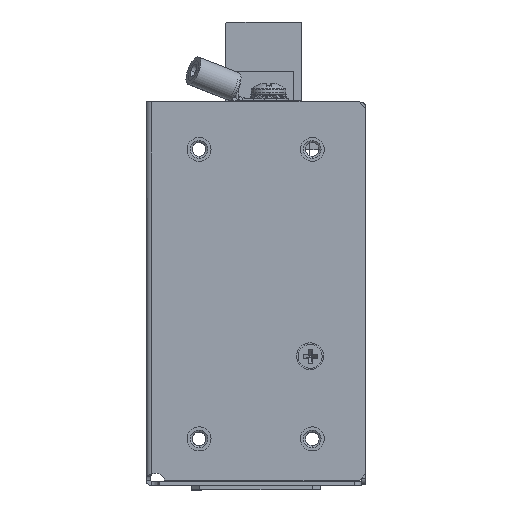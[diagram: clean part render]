
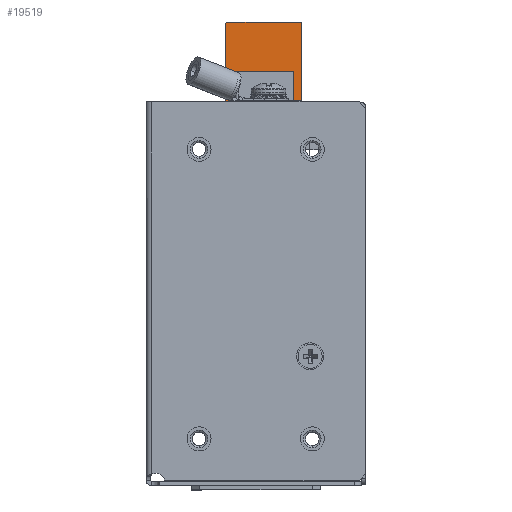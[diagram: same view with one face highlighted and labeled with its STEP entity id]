
A CAD part, left-side view. The second image highlights one B-rep face of the part: STEP entity #19519.
In plain terms, the highlighted planar face has unit normal (-1, 0, 0).
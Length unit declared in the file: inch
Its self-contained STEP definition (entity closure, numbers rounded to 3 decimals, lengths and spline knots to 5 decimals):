
#1657 = DIRECTION ( 'NONE',  ( 0., 1., 0. ) ) ;
#1664 = PLANE ( 'NONE',  #15679 ) ;
#1683 = CARTESIAN_POINT ( 'NONE',  ( -1.1988, 0.51685, 2.59198 ) ) ;
#1711 = DIRECTION ( 'NONE',  ( 1., 0., 0. ) ) ;
#1712 = FACE_OUTER_BOUND ( 'NONE', #24295, .T. ) ;
#10248 = EDGE_CURVE ( 'NONE', #30082, #30045, #21412, .T. ) ;
#10252 = EDGE_CURVE ( 'NONE', #30045, #30061, #21455, .T. ) ;
#10261 = EDGE_CURVE ( 'NONE', #30130, #30156, #21464, .T. ) ;
#10262 = EDGE_CURVE ( 'NONE', #30082, #30130, #21451, .T. ) ;
#10295 = EDGE_CURVE ( 'NONE', #30156, #30154, #20689, .T. ) ;
#10296 = EDGE_CURVE ( 'NONE', #30061, #30046, #14197, .T. ) ;
#10298 = EDGE_CURVE ( 'NONE', #30046, #30031, #20732, .T. ) ;
#10316 = EDGE_CURVE ( 'NONE', #30155, #30154, #20794, .T. ) ;
#10361 = EDGE_CURVE ( 'NONE', #30094, #30155, #20913, .T. ) ;
#10464 = EDGE_CURVE ( 'NONE', #30031, #30094, #14356, .T. ) ;
#14150 = VECTOR ( 'NONE', #21450, 39.37008 ) ;
#14163 = VECTOR ( 'NONE', #21415, 39.37008 ) ;
#14176 = VECTOR ( 'NONE', #21483, 39.37008 ) ;
#14181 = VECTOR ( 'NONE', #21454, 39.37008 ) ;
#14197 = CIRCLE ( 'NONE', #14229, 0.01575 ) ;
#14205 = VECTOR ( 'NONE', #20753, 39.37008 ) ;
#14229 = AXIS2_PLACEMENT_3D ( 'NONE', #20749, #20755, #20727 ) ;
#14252 = VECTOR ( 'NONE', #20741, 39.37008 ) ;
#14271 = VECTOR ( 'NONE', #20780, 39.37008 ) ;
#14281 = VECTOR ( 'NONE', #20909, 39.37008 ) ;
#14353 = AXIS2_PLACEMENT_3D ( 'NONE', #21023, #20992, #20987 ) ;
#14356 = CIRCLE ( 'NONE', #14353, 0.01575 ) ;
#15679 = AXIS2_PLACEMENT_3D ( 'NONE', #1683, #1711, #1657 ) ;
#19519 = ADVANCED_FACE ( 'NONE', ( #1712 ), #1664, .F. ) ;
#20689 = LINE ( 'NONE', #20742, #14205 ) ;
#20727 = DIRECTION ( 'NONE',  ( 0., 1., 0. ) ) ;
#20732 = LINE ( 'NONE', #20743, #14252 ) ;
#20741 = DIRECTION ( 'NONE',  ( 0., 1., 0. ) ) ;
#20742 = CARTESIAN_POINT ( 'NONE',  ( -1.1988, 1.02767, 1.87545 ) ) ;
#20743 = CARTESIAN_POINT ( 'NONE',  ( -1.1988, 1.0759, 2.60773 ) ) ;
#20749 = CARTESIAN_POINT ( 'NONE',  ( -1.1988, 0.51685, 2.59198 ) ) ;
#20753 = DIRECTION ( 'NONE',  ( 0., 0., -1. ) ) ;
#20755 = DIRECTION ( 'NONE',  ( -1., 0., 0. ) ) ;
#20780 = DIRECTION ( 'NONE',  ( 0., -1., 0. ) ) ;
#20794 = LINE ( 'NONE', #20798, #14271 ) ;
#20798 = CARTESIAN_POINT ( 'NONE',  ( -1.1988, 1.09165, 1.87545 ) ) ;
#20909 = DIRECTION ( 'NONE',  ( 0., 0., -1. ) ) ;
#20913 = LINE ( 'NONE', #20930, #14281 ) ;
#20930 = CARTESIAN_POINT ( 'NONE',  ( -1.1988, 1.09165, 1.87545 ) ) ;
#20987 = DIRECTION ( 'NONE',  ( 0., -1., 0. ) ) ;
#20992 = DIRECTION ( 'NONE',  ( -1., 0., 0. ) ) ;
#21023 = CARTESIAN_POINT ( 'NONE',  ( -1.1988, 1.0759, 2.59198 ) ) ;
#21412 = LINE ( 'NONE', #21414, #14163 ) ;
#21414 = CARTESIAN_POINT ( 'NONE',  ( -1.1988, 0.59953, 1.87545 ) ) ;
#21415 = DIRECTION ( 'NONE',  ( 0., -1., 0. ) ) ;
#21439 = CARTESIAN_POINT ( 'NONE',  ( -1.1988, 0.5011, 1.87545 ) ) ;
#21450 = DIRECTION ( 'NONE',  ( 0., 1., 0. ) ) ;
#21451 = LINE ( 'NONE', #21453, #14181 ) ;
#21453 = CARTESIAN_POINT ( 'NONE',  ( -1.1988, 0.56508, 1.87545 ) ) ;
#21454 = DIRECTION ( 'NONE',  ( 0., 0., 1. ) ) ;
#21455 = LINE ( 'NONE', #21439, #14176 ) ;
#21461 = CARTESIAN_POINT ( 'NONE',  ( -1.1988, 1.02767, 2.22191 ) ) ;
#21464 = LINE ( 'NONE', #21461, #14150 ) ;
#21483 = DIRECTION ( 'NONE',  ( 0., 0., 1. ) ) ;
#24295 = EDGE_LOOP ( 'NONE', ( #27018, #26995, #26924, #26944, #26925, #26952, #26950, #26963, #26911, #27024 ) ) ;
#26168 = CARTESIAN_POINT ( 'NONE',  ( -1.1988, 0.51685, 2.60773 ) ) ;
#26177 = CARTESIAN_POINT ( 'NONE',  ( -1.1988, 0.5011, 2.59198 ) ) ;
#26197 = CARTESIAN_POINT ( 'NONE',  ( -1.1988, 0.5011, 1.87545 ) ) ;
#26206 = CARTESIAN_POINT ( 'NONE',  ( -1.1988, 1.0759, 2.60773 ) ) ;
#26238 = CARTESIAN_POINT ( 'NONE',  ( -1.1988, 0.56508, 2.22191 ) ) ;
#26245 = CARTESIAN_POINT ( 'NONE',  ( -1.1988, 0.56508, 1.87545 ) ) ;
#26254 = CARTESIAN_POINT ( 'NONE',  ( -1.1988, 1.09165, 2.59198 ) ) ;
#26280 = CARTESIAN_POINT ( 'NONE',  ( -1.1988, 1.02767, 1.87545 ) ) ;
#26296 = CARTESIAN_POINT ( 'NONE',  ( -1.1988, 1.02767, 2.22191 ) ) ;
#26315 = CARTESIAN_POINT ( 'NONE',  ( -1.1988, 1.09165, 1.87545 ) ) ;
#26911 = ORIENTED_EDGE ( 'NONE', *, *, #10361, .T. ) ;
#26924 = ORIENTED_EDGE ( 'NONE', *, *, #10262, .F. ) ;
#26925 = ORIENTED_EDGE ( 'NONE', *, *, #10252, .T. ) ;
#26944 = ORIENTED_EDGE ( 'NONE', *, *, #10248, .T. ) ;
#26950 = ORIENTED_EDGE ( 'NONE', *, *, #10298, .T. ) ;
#26952 = ORIENTED_EDGE ( 'NONE', *, *, #10296, .T. ) ;
#26963 = ORIENTED_EDGE ( 'NONE', *, *, #10464, .T. ) ;
#26995 = ORIENTED_EDGE ( 'NONE', *, *, #10261, .F. ) ;
#27018 = ORIENTED_EDGE ( 'NONE', *, *, #10295, .F. ) ;
#27024 = ORIENTED_EDGE ( 'NONE', *, *, #10316, .T. ) ;
#30031 = VERTEX_POINT ( 'NONE', #26206 ) ;
#30045 = VERTEX_POINT ( 'NONE', #26197 ) ;
#30046 = VERTEX_POINT ( 'NONE', #26168 ) ;
#30061 = VERTEX_POINT ( 'NONE', #26177 ) ;
#30082 = VERTEX_POINT ( 'NONE', #26245 ) ;
#30094 = VERTEX_POINT ( 'NONE', #26254 ) ;
#30130 = VERTEX_POINT ( 'NONE', #26238 ) ;
#30154 = VERTEX_POINT ( 'NONE', #26280 ) ;
#30155 = VERTEX_POINT ( 'NONE', #26315 ) ;
#30156 = VERTEX_POINT ( 'NONE', #26296 ) ;
